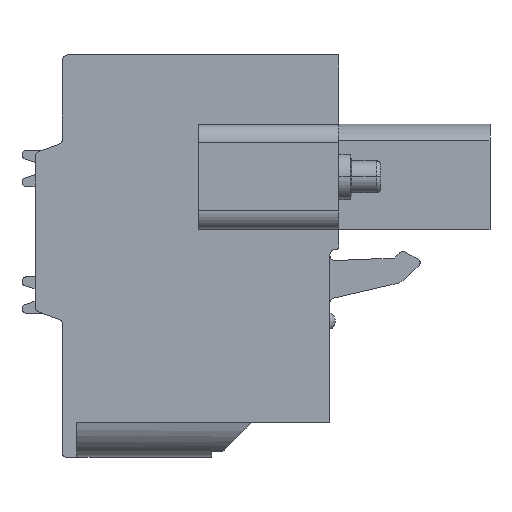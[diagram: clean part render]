
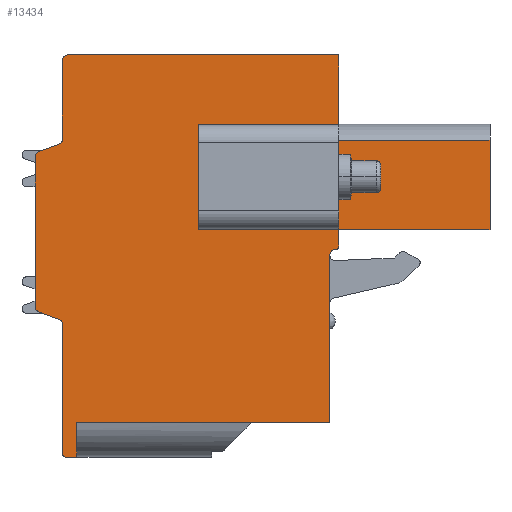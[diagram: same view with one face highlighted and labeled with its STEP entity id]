
A CAD part, front view. The second image highlights one B-rep face of the part: STEP entity #13434.
In plain terms, the highlighted planar face has unit normal (0, -1, 0).
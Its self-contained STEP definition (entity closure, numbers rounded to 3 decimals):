
#354=DIRECTION('',(-1.,0.,0.));
#355=VECTOR('',#354,6.3);
#356=CARTESIAN_POINT('',(2.781,-50.7,1.9));
#357=LINE('',#356,#355);
#358=DIRECTION('',(1.,0.,0.));
#359=VECTOR('',#358,6.3);
#360=CARTESIAN_POINT('',(-3.519,-50.7,7.65));
#361=LINE('',#360,#359);
#362=DIRECTION('',(0.,0.,1.));
#363=VECTOR('',#362,5.75);
#364=CARTESIAN_POINT('',(-3.519,-50.7,1.9));
#365=LINE('',#364,#363);
#366=DIRECTION('',(0.,0.,-1.));
#367=VECTOR('',#366,4.7);
#368=CARTESIAN_POINT('',(4.181,-50.7,11.475));
#369=LINE('',#368,#367);
#370=DIRECTION('',(-1.,0.,0.));
#371=VECTOR('',#370,8.3);
#372=CARTESIAN_POINT('',(12.481,-50.7,6.775));
#373=LINE('',#372,#371);
#374=DIRECTION('',(0.,0.,-1.));
#375=VECTOR('',#374,4.9);
#376=CARTESIAN_POINT('',(12.481,-50.7,6.775));
#377=LINE('',#376,#375);
#378=DIRECTION('',(-1.,0.,0.));
#379=VECTOR('',#378,8.3);
#380=CARTESIAN_POINT('',(12.481,-50.7,1.875));
#381=LINE('',#380,#379);
#382=DIRECTION('',(0.,0.,-1.));
#383=VECTOR('',#382,0.901);
#384=CARTESIAN_POINT('',(4.181,-50.7,1.875));
#385=LINE('',#384,#383);
#386=CARTESIAN_POINT('',(3.981,-50.7,0.974));
#387=DIRECTION('',(0.,1.,0.));
#388=DIRECTION('',(1.,0.,0.));
#389=AXIS2_PLACEMENT_3D('',#386,#387,#388);
#391=CARTESIAN_POINT('',(3.981,-50.7,0.474));
#392=DIRECTION('',(0.,-1.,0.));
#393=DIRECTION('',(0.,0.,1.));
#394=AXIS2_PLACEMENT_3D('',#391,#392,#393);
#396=DIRECTION('',(-1.,0.,0.));
#397=VECTOR('',#396,13.9);
#398=CARTESIAN_POINT('',(3.681,-50.7,-8.725));
#399=LINE('',#398,#397);
#400=DIRECTION('',(0.,0.,-1.));
#401=VECTOR('',#400,1.9);
#402=CARTESIAN_POINT('',(-10.219,-50.7,-8.725));
#403=LINE('',#402,#401);
#404=DIRECTION('',(-1.,0.,0.));
#405=VECTOR('',#404,0.6);
#406=CARTESIAN_POINT('',(-10.219,-50.7,-10.625));
#407=LINE('',#406,#405);
#408=CARTESIAN_POINT('',(-10.819,-50.7,-10.425));
#409=DIRECTION('',(0.,1.,0.));
#410=DIRECTION('',(0.,0.,-1.));
#411=AXIS2_PLACEMENT_3D('',#408,#409,#410);
#413=DIRECTION('',(0.,0.,1.));
#414=VECTOR('',#413,7.095);
#415=CARTESIAN_POINT('',(-11.019,-50.7,-10.425));
#416=LINE('',#415,#414);
#417=CARTESIAN_POINT('',(-11.319,-50.7,-3.33));
#418=DIRECTION('',(0.,-1.,0.));
#419=DIRECTION('',(1.,0.,0.));
#420=AXIS2_PLACEMENT_3D('',#417,#418,#419);
#422=DIRECTION('',(-0.94,0.,0.342));
#423=VECTOR('',#422,1.176);
#424=CARTESIAN_POINT('',(-11.216,-50.7,-3.048));
#425=LINE('',#424,#423);
#426=CARTESIAN_POINT('',(-12.219,-50.7,-2.364));
#427=DIRECTION('',(0.,1.,0.));
#428=DIRECTION('',(-0.342,0.,-0.94));
#429=AXIS2_PLACEMENT_3D('',#426,#427,#428);
#431=DIRECTION('',(0.,0.,1.));
#432=VECTOR('',#431,8.238);
#433=CARTESIAN_POINT('',(-12.519,-50.7,-2.364));
#434=LINE('',#433,#432);
#435=CARTESIAN_POINT('',(-12.219,-50.7,5.874));
#436=DIRECTION('',(0.,1.,0.));
#437=DIRECTION('',(-1.,0.,0.));
#438=AXIS2_PLACEMENT_3D('',#435,#436,#437);
#440=DIRECTION('',(0.94,0.,0.342));
#441=VECTOR('',#440,1.176);
#442=CARTESIAN_POINT('',(-12.321,-50.7,6.156));
#443=LINE('',#442,#441);
#444=CARTESIAN_POINT('',(-11.319,-50.7,6.84));
#445=DIRECTION('',(0.,-1.,0.));
#446=DIRECTION('',(0.342,0.,-0.94));
#447=AXIS2_PLACEMENT_3D('',#444,#445,#446);
#449=DIRECTION('',(0.,0.,1.));
#450=VECTOR('',#449,4.335);
#451=CARTESIAN_POINT('',(-11.019,-50.7,6.84));
#452=LINE('',#451,#450);
#453=CARTESIAN_POINT('',(-10.719,-50.7,11.175));
#454=DIRECTION('',(0.,1.,0.));
#455=DIRECTION('',(-1.,0.,0.));
#456=AXIS2_PLACEMENT_3D('',#453,#454,#455);
#458=DIRECTION('',(1.,0.,0.));
#459=VECTOR('',#458,14.9);
#460=CARTESIAN_POINT('',(-10.719,-50.7,11.475));
#461=LINE('',#460,#459);
#616=DIRECTION('',(0.,0.,1.));
#617=VECTOR('',#616,5.75);
#618=CARTESIAN_POINT('',(2.781,-50.7,1.9));
#619=LINE('',#618,#617);
#2417=DIRECTION('',(0.,0.,1.));
#2418=VECTOR('',#2417,9.199);
#2419=CARTESIAN_POINT('',(3.681,-50.7,-8.725));
#2420=LINE('',#2419,#2418);
#10067=CARTESIAN_POINT('',(-12.519,-50.7,-2.364));
#10068=CARTESIAN_POINT('',(-12.519,-50.7,5.874));
#10069=VERTEX_POINT('',#10067);
#10070=VERTEX_POINT('',#10068);
#10071=CARTESIAN_POINT('',(-12.321,-50.7,6.156));
#10072=VERTEX_POINT('',#10071);
#10073=CARTESIAN_POINT('',(-11.216,-50.7,6.558));
#10074=VERTEX_POINT('',#10073);
#10075=CARTESIAN_POINT('',(-11.019,-50.7,6.84));
#10076=VERTEX_POINT('',#10075);
#10077=CARTESIAN_POINT('',(-11.019,-50.7,11.175));
#10078=VERTEX_POINT('',#10077);
#10079=CARTESIAN_POINT('',(-10.719,-50.7,11.475));
#10080=VERTEX_POINT('',#10079);
#10081=CARTESIAN_POINT('',(4.181,-50.7,11.475));
#10082=VERTEX_POINT('',#10081);
#10083=CARTESIAN_POINT('',(3.681,-50.7,-8.725));
#10084=CARTESIAN_POINT('',(-10.219,-50.7,-8.725));
#10085=VERTEX_POINT('',#10083);
#10086=VERTEX_POINT('',#10084);
#10087=CARTESIAN_POINT('',(-10.219,-50.7,-10.625));
#10088=VERTEX_POINT('',#10087);
#10089=CARTESIAN_POINT('',(-10.819,-50.7,-10.625));
#10090=VERTEX_POINT('',#10089);
#10091=CARTESIAN_POINT('',(-11.019,-50.7,-10.425));
#10092=VERTEX_POINT('',#10091);
#10093=CARTESIAN_POINT('',(-11.019,-50.7,-3.33));
#10094=VERTEX_POINT('',#10093);
#10095=CARTESIAN_POINT('',(-11.216,-50.7,-3.048));
#10096=VERTEX_POINT('',#10095);
#10097=CARTESIAN_POINT('',(-12.321,-50.7,-2.646));
#10098=VERTEX_POINT('',#10097);
#10109=CARTESIAN_POINT('',(4.181,-50.7,0.974));
#10110=CARTESIAN_POINT('',(3.981,-50.7,0.774));
#10111=VERTEX_POINT('',#10109);
#10112=VERTEX_POINT('',#10110);
#10113=CARTESIAN_POINT('',(4.181,-50.7,1.875));
#10114=VERTEX_POINT('',#10113);
#10115=CARTESIAN_POINT('',(3.681,-50.7,0.474));
#10116=VERTEX_POINT('',#10115);
#10117=CARTESIAN_POINT('',(12.481,-50.7,1.875));
#10118=VERTEX_POINT('',#10117);
#11341=CARTESIAN_POINT('',(12.481,-50.7,6.775));
#11342=VERTEX_POINT('',#11341);
#12843=CARTESIAN_POINT('',(-3.519,-50.7,1.9));
#12844=CARTESIAN_POINT('',(-3.519,-50.7,7.65));
#12845=VERTEX_POINT('',#12843);
#12846=VERTEX_POINT('',#12844);
#12865=CARTESIAN_POINT('',(2.781,-50.7,1.9));
#12866=CARTESIAN_POINT('',(2.781,-50.7,7.65));
#12867=VERTEX_POINT('',#12865);
#12868=VERTEX_POINT('',#12866);
#12881=CARTESIAN_POINT('',(4.181,-50.7,6.775));
#12882=VERTEX_POINT('',#12881);
#13372=CARTESIAN_POINT('',(0.,-50.7,0.));
#13373=DIRECTION('',(0.,1.,0.));
#13374=DIRECTION('',(1.,0.,0.));
#13375=AXIS2_PLACEMENT_3D('',#13372,#13373,#13374);
#13376=PLANE('',#13375);
#13377=ORIENTED_EDGE('',*,*,#13148,.T.);
#13379=ORIENTED_EDGE('',*,*,#13378,.F.);
#13381=ORIENTED_EDGE('',*,*,#13380,.T.);
#13383=ORIENTED_EDGE('',*,*,#13382,.T.);
#13385=ORIENTED_EDGE('',*,*,#13384,.T.);
#13387=ORIENTED_EDGE('',*,*,#13386,.T.);
#13389=ORIENTED_EDGE('',*,*,#13388,.T.);
#13391=ORIENTED_EDGE('',*,*,#13390,.F.);
#13393=ORIENTED_EDGE('',*,*,#13392,.T.);
#13395=ORIENTED_EDGE('',*,*,#13394,.T.);
#13397=ORIENTED_EDGE('',*,*,#13396,.T.);
#13399=ORIENTED_EDGE('',*,*,#13398,.T.);
#13401=ORIENTED_EDGE('',*,*,#13400,.T.);
#13403=ORIENTED_EDGE('',*,*,#13402,.T.);
#13405=ORIENTED_EDGE('',*,*,#13404,.T.);
#13407=ORIENTED_EDGE('',*,*,#13406,.T.);
#13409=ORIENTED_EDGE('',*,*,#13408,.T.);
#13411=ORIENTED_EDGE('',*,*,#13410,.T.);
#13413=ORIENTED_EDGE('',*,*,#13412,.T.);
#13415=ORIENTED_EDGE('',*,*,#13414,.T.);
#13417=ORIENTED_EDGE('',*,*,#13416,.T.);
#13419=ORIENTED_EDGE('',*,*,#13418,.T.);
#13421=ORIENTED_EDGE('',*,*,#13420,.T.);
#13422=EDGE_LOOP('',(#13377,#13379,#13381,#13383,#13385,#13387,#13389,#13391,
#13393,#13395,#13397,#13399,#13401,#13403,#13405,#13407,#13409,#13411,#13413,
#13415,#13417,#13419,#13421));
#13423=FACE_OUTER_BOUND('',#13422,.F.);
#13425=ORIENTED_EDGE('',*,*,#13424,.F.);
#13427=ORIENTED_EDGE('',*,*,#13426,.T.);
#13429=ORIENTED_EDGE('',*,*,#13428,.F.);
#13431=ORIENTED_EDGE('',*,*,#13430,.F.);
#13432=EDGE_LOOP('',(#13425,#13427,#13429,#13431));
#13433=FACE_BOUND('',#13432,.F.);
#13434=ADVANCED_FACE('',(#13423,#13433),#13376,.F.);
#390=CIRCLE('',#389,0.2);
#395=CIRCLE('',#394,0.3);
#412=CIRCLE('',#411,0.2);
#421=CIRCLE('',#420,0.3);
#430=CIRCLE('',#429,0.3);
#439=CIRCLE('',#438,0.3);
#448=CIRCLE('',#447,0.3);
#457=CIRCLE('',#456,0.3);
#13148=EDGE_CURVE('',#10082,#12882,#369,.T.);
#13378=EDGE_CURVE('',#11342,#12882,#373,.T.);
#13380=EDGE_CURVE('',#11342,#10118,#377,.T.);
#13382=EDGE_CURVE('',#10118,#10114,#381,.T.);
#13384=EDGE_CURVE('',#10114,#10111,#385,.T.);
#13386=EDGE_CURVE('',#10111,#10112,#390,.T.);
#13388=EDGE_CURVE('',#10112,#10116,#395,.T.);
#13390=EDGE_CURVE('',#10085,#10116,#2420,.T.);
#13392=EDGE_CURVE('',#10085,#10086,#399,.T.);
#13394=EDGE_CURVE('',#10086,#10088,#403,.T.);
#13396=EDGE_CURVE('',#10088,#10090,#407,.T.);
#13398=EDGE_CURVE('',#10090,#10092,#412,.T.);
#13400=EDGE_CURVE('',#10092,#10094,#416,.T.);
#13402=EDGE_CURVE('',#10094,#10096,#421,.T.);
#13404=EDGE_CURVE('',#10096,#10098,#425,.T.);
#13406=EDGE_CURVE('',#10098,#10069,#430,.T.);
#13408=EDGE_CURVE('',#10069,#10070,#434,.T.);
#13410=EDGE_CURVE('',#10070,#10072,#439,.T.);
#13412=EDGE_CURVE('',#10072,#10074,#443,.T.);
#13414=EDGE_CURVE('',#10074,#10076,#448,.T.);
#13416=EDGE_CURVE('',#10076,#10078,#452,.T.);
#13418=EDGE_CURVE('',#10078,#10080,#457,.T.);
#13420=EDGE_CURVE('',#10080,#10082,#461,.T.);
#13424=EDGE_CURVE('',#12867,#12845,#357,.T.);
#13426=EDGE_CURVE('',#12867,#12868,#619,.T.);
#13428=EDGE_CURVE('',#12846,#12868,#361,.T.);
#13430=EDGE_CURVE('',#12845,#12846,#365,.T.);
